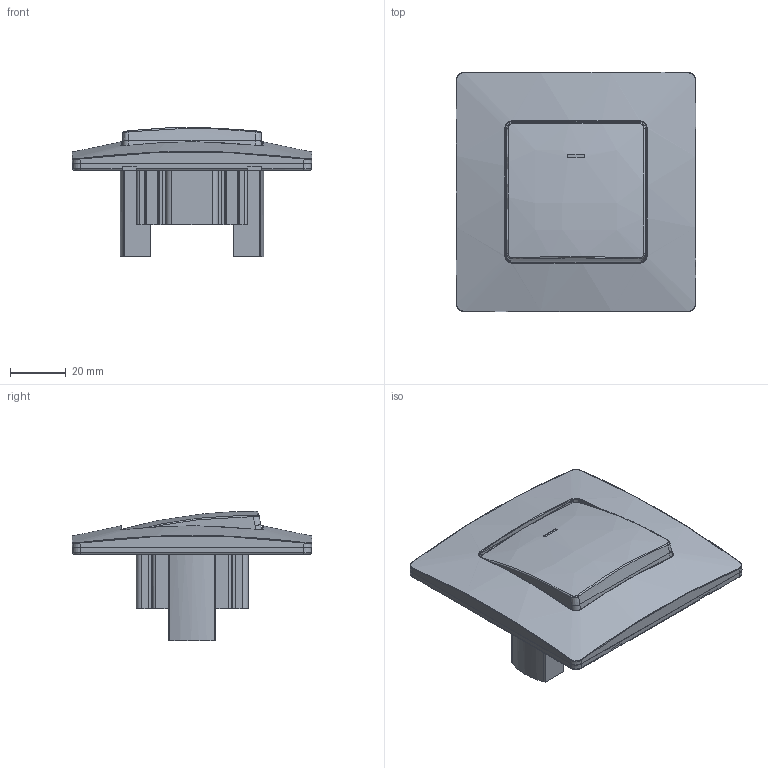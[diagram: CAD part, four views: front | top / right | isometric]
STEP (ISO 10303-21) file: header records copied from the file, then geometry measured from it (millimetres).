
FILE_DESCRIPTION (( 'STEP AP203' ), '1' );
FILE_NAME ('Vyklyuchatel_1kl_s_ind.STEP', '2025-06-25T20:18:47', ( '' ), ( '' ), 'SwSTEP 2.0', 'SolidWorks 2022', '' );
FILE_SCHEMA (( 'CONFIG_CONTROL_DESIGN' ));
Length unit declared in the file: millimetre
Products named in the file (1): Vyklyuchatel_1kl_s_ind
Bounding box: 86 x 86 x 46.33 mm (x, y, z)
Surface area: 24414.5 mm2 (no closed solid volume)
Topology: 0 solids, 25 shells, 473 faces, 1209 edges, 773 vertices
Faces by surface type: plane 296, bspline 104, cylinder 49, cone 20, torus 4
Entity records: 21836 total; most frequent: CARTESIAN_POINT 13255, ORIENTED_EDGE 2387, EDGE_CURVE 1209, B_SPLINE_CURVE_WITH_KNOTS 1145, VERTEX_POINT 773, DIRECTION 744, EDGE_LOOP 477, ADVANCED_FACE 473
